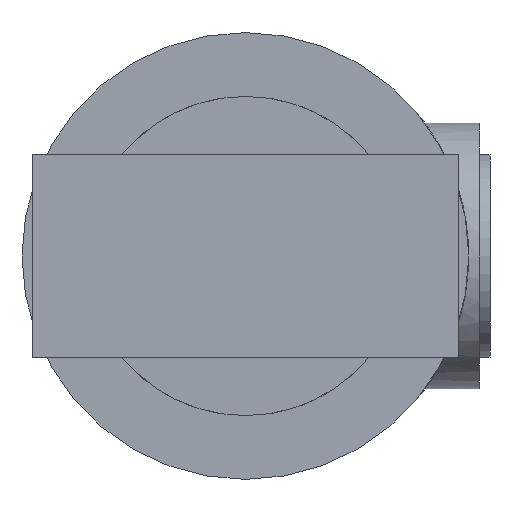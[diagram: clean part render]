
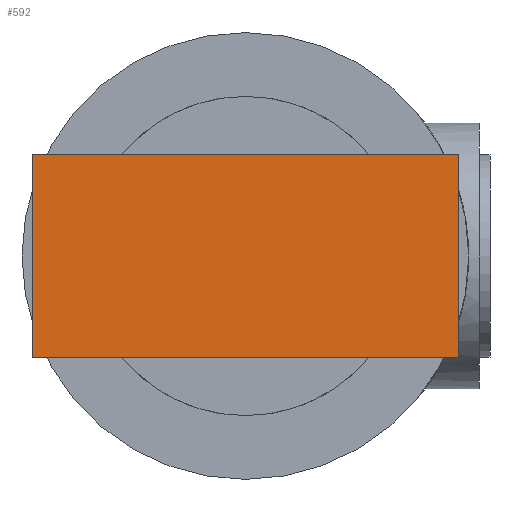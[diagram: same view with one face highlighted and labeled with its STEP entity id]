
A CAD part, front view. The second image highlights one B-rep face of the part: STEP entity #592.
In plain terms, the highlighted planar face has unit normal (0, -1, 0).
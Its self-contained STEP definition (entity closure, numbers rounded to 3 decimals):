
#72 = ORIENTED_EDGE ( 'NONE', *, *, #822, .T. ) ;
#80 = CARTESIAN_POINT ( 'NONE',  ( 20., -24.35, -9.5 ) ) ;
#157 = LINE ( 'NONE', #288, #1117 ) ;
#239 = CARTESIAN_POINT ( 'NONE',  ( 20., -24.35, 9.5 ) ) ;
#288 = CARTESIAN_POINT ( 'NONE',  ( 20., -24.35, -9.5 ) ) ;
#348 = EDGE_CURVE ( 'NONE', #556, #1430, #157, .T. ) ;
#373 = LINE ( 'NONE', #239, #992 ) ;
#389 = FACE_OUTER_BOUND ( 'NONE', #542, .T. ) ;
#402 = ORIENTED_EDGE ( 'NONE', *, *, #1988, .T. ) ;
#499 = EDGE_CURVE ( 'NONE', #1226, #556, #373, .T. ) ;
#539 = DIRECTION ( 'NONE',  ( 0., 0., 1. ) ) ;
#542 = EDGE_LOOP ( 'NONE', ( #72, #1623, #1085, #402 ) ) ;
#556 = VERTEX_POINT ( 'NONE', #80 ) ;
#592 = ADVANCED_FACE ( 'NONE', ( #389 ), #689, .F. ) ;
#687 = CARTESIAN_POINT ( 'NONE',  ( -20., -24.35, 9.5 ) ) ;
#689 = PLANE ( 'NONE',  #1874 ) ;
#822 = EDGE_CURVE ( 'NONE', #1507, #1430, #1331, .T. ) ;
#992 = VECTOR ( 'NONE', #1344, 1000. ) ;
#1063 = VECTOR ( 'NONE', #1500, 1000. ) ;
#1085 = ORIENTED_EDGE ( 'NONE', *, *, #499, .F. ) ;
#1117 = VECTOR ( 'NONE', #1391, 1000. ) ;
#1191 = CARTESIAN_POINT ( 'NONE',  ( -20., -24.35, -9.5 ) ) ;
#1226 = VERTEX_POINT ( 'NONE', #1728 ) ;
#1305 = CARTESIAN_POINT ( 'NONE',  ( 20., -24.35, 9.5 ) ) ;
#1331 = LINE ( 'NONE', #1962, #1063 ) ;
#1344 = DIRECTION ( 'NONE',  ( 0., 0., -1. ) ) ;
#1391 = DIRECTION ( 'NONE',  ( -1., 0., 0. ) ) ;
#1430 = VERTEX_POINT ( 'NONE', #1191 ) ;
#1478 = CARTESIAN_POINT ( 'NONE',  ( 20., -24.35, 9.5 ) ) ;
#1500 = DIRECTION ( 'NONE',  ( 0., 0., -1. ) ) ;
#1507 = VERTEX_POINT ( 'NONE', #687 ) ;
#1623 = ORIENTED_EDGE ( 'NONE', *, *, #348, .F. ) ;
#1669 = DIRECTION ( 'NONE',  ( -1., 0., 0. ) ) ;
#1728 = CARTESIAN_POINT ( 'NONE',  ( 20., -24.35, 9.5 ) ) ;
#1874 = AXIS2_PLACEMENT_3D ( 'NONE', #1305, #1932, #539 ) ;
#1932 = DIRECTION ( 'NONE',  ( 0., 1., 0. ) ) ;
#1945 = LINE ( 'NONE', #1478, #1981 ) ;
#1962 = CARTESIAN_POINT ( 'NONE',  ( -20., -24.35, 9.5 ) ) ;
#1981 = VECTOR ( 'NONE', #1669, 1000. ) ;
#1988 = EDGE_CURVE ( 'NONE', #1226, #1507, #1945, .T. ) ;
